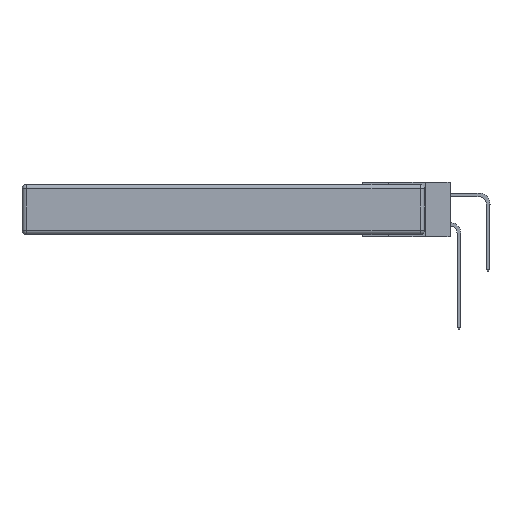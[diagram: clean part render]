
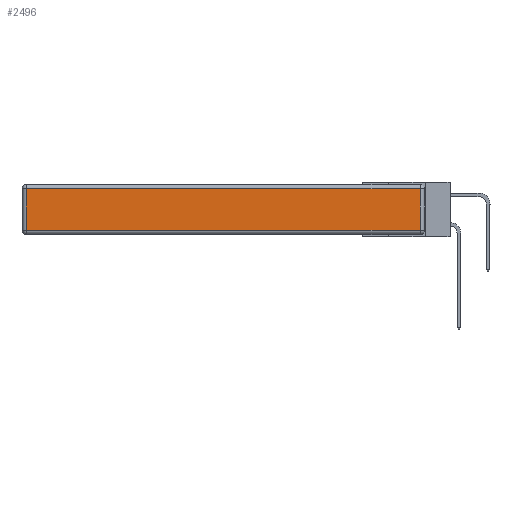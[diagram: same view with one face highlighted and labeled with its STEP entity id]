
A CAD part, left-side view. The second image highlights one B-rep face of the part: STEP entity #2496.
In plain terms, the highlighted planar face has unit normal (-1, 0, 0).
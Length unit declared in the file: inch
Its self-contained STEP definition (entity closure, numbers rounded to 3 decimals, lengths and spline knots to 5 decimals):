
#100 = VERTEX_POINT ( 'NONE', #10756 ) ;
#446 = EDGE_CURVE ( 'NONE', #13158, #5030, #9139, .T. ) ;
#463 = CARTESIAN_POINT ( 'NONE',  ( 0., 2.72, -0.343 ) ) ;
#1601 = VECTOR ( 'NONE', #10716, 39.37008 ) ;
#1873 = ORIENTED_EDGE ( 'NONE', *, *, #11256, .T. ) ;
#2496 = ADVANCED_FACE ( 'NONE', ( #3426 ), #10887, .T. ) ;
#3426 = FACE_OUTER_BOUND ( 'NONE', #8945, .T. ) ;
#3477 = CARTESIAN_POINT ( 'NONE',  ( 0., 2.75, -0.03 ) ) ;
#3714 = EDGE_CURVE ( 'NONE', #8591, #13158, #6902, .T. ) ;
#4823 = DIRECTION ( 'NONE',  ( 0., 0., -1. ) ) ;
#5030 = VERTEX_POINT ( 'NONE', #9980 ) ;
#5453 = ORIENTED_EDGE ( 'NONE', *, *, #446, .T. ) ;
#5619 = VECTOR ( 'NONE', #4823, 39.37008 ) ;
#5701 = DIRECTION ( 'NONE',  ( -1., 0., 0. ) ) ;
#6041 = CARTESIAN_POINT ( 'NONE',  ( 0., 0.03, -0.313 ) ) ;
#6872 = ORIENTED_EDGE ( 'NONE', *, *, #3714, .T. ) ;
#6902 = LINE ( 'NONE', #8501, #1601 ) ;
#7557 = LINE ( 'NONE', #463, #5619 ) ;
#8083 = DIRECTION ( 'NONE',  ( 0., 0., 1. ) ) ;
#8452 = LINE ( 'NONE', #12167, #14465 ) ;
#8501 = CARTESIAN_POINT ( 'NONE',  ( 0., 0.03, -0.343 ) ) ;
#8591 = VERTEX_POINT ( 'NONE', #6041 ) ;
#8699 = AXIS2_PLACEMENT_3D ( 'NONE', #13675, #5701, #8083 ) ;
#8945 = EDGE_LOOP ( 'NONE', ( #11134, #6872, #5453, #1873 ) ) ;
#9139 = LINE ( 'NONE', #3477, #13774 ) ;
#9779 = DIRECTION ( 'NONE',  ( 0., -1., 0. ) ) ;
#9980 = CARTESIAN_POINT ( 'NONE',  ( 0., 2.72, -0.03 ) ) ;
#10349 = DIRECTION ( 'NONE',  ( 0., 1., 0. ) ) ;
#10716 = DIRECTION ( 'NONE',  ( 0., 0., 1. ) ) ;
#10756 = CARTESIAN_POINT ( 'NONE',  ( 0., 2.72, -0.313 ) ) ;
#10887 = PLANE ( 'NONE',  #8699 ) ;
#11068 = EDGE_CURVE ( 'NONE', #100, #8591, #8452, .T. ) ;
#11134 = ORIENTED_EDGE ( 'NONE', *, *, #11068, .T. ) ;
#11256 = EDGE_CURVE ( 'NONE', #5030, #100, #7557, .T. ) ;
#12167 = CARTESIAN_POINT ( 'NONE',  ( 0., 0., -0.313 ) ) ;
#13158 = VERTEX_POINT ( 'NONE', #13482 ) ;
#13482 = CARTESIAN_POINT ( 'NONE',  ( 0., 0.03, -0.03 ) ) ;
#13675 = CARTESIAN_POINT ( 'NONE',  ( 0., 0., -0.343 ) ) ;
#13774 = VECTOR ( 'NONE', #10349, 39.37008 ) ;
#14465 = VECTOR ( 'NONE', #9779, 39.37008 ) ;
